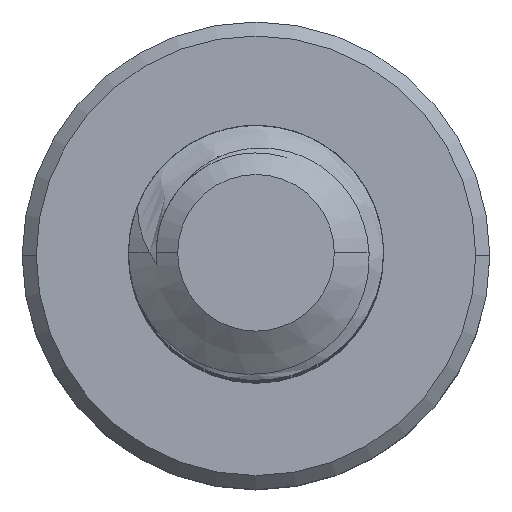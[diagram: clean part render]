
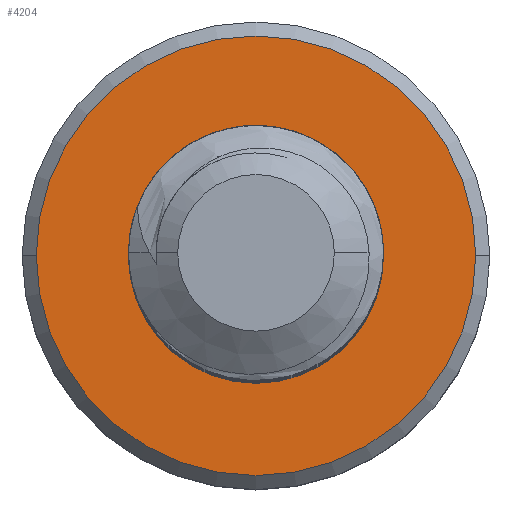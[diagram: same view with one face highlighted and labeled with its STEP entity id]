
A CAD part, top view. The second image highlights one B-rep face of the part: STEP entity #4204.
In plain terms, the highlighted planar face has unit normal (0, 0, 1).
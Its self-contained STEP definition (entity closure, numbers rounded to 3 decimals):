
#106 = ORIENTED_EDGE ( 'NONE', *, *, #9242, .T. ) ;
#202 = EDGE_CURVE ( 'NONE', #8108, #2157, #3720, .T. ) ;
#416 = AXIS2_PLACEMENT_3D ( 'NONE', #8285, #8782, #3671 ) ;
#576 = EDGE_CURVE ( 'NONE', #2955, #6816, #1740, .T. ) ;
#1114 = EDGE_LOOP ( 'NONE', ( #106, #8951 ) ) ;
#1386 = CARTESIAN_POINT ( 'NONE',  ( 0., 0., -20. ) ) ;
#1740 = CIRCLE ( 'NONE', #7598, 1.5 ) ;
#1975 = CARTESIAN_POINT ( 'NONE',  ( 0., 0., -20. ) ) ;
#2076 = DIRECTION ( 'NONE',  ( -1., 0., 0. ) ) ;
#2084 = CARTESIAN_POINT ( 'NONE',  ( -2.585, 0., -20. ) ) ;
#2131 = CARTESIAN_POINT ( 'NONE',  ( 0., 0., -20. ) ) ;
#2157 = VERTEX_POINT ( 'NONE', #2084 ) ;
#2203 = AXIS2_PLACEMENT_3D ( 'NONE', #6504, #5902, #4142 ) ;
#2486 = AXIS2_PLACEMENT_3D ( 'NONE', #1386, #2882, #8647 ) ;
#2686 = DIRECTION ( 'NONE',  ( -1., 0., 0. ) ) ;
#2882 = DIRECTION ( 'NONE',  ( 0., 0., 1. ) ) ;
#2955 = VERTEX_POINT ( 'NONE', #7737 ) ;
#3146 = PLANE ( 'NONE',  #416 ) ;
#3412 = EDGE_LOOP ( 'NONE', ( #8791, #4105 ) ) ;
#3508 = CARTESIAN_POINT ( 'NONE',  ( -1.5, 0., -20. ) ) ;
#3671 = DIRECTION ( 'NONE',  ( -1., 0., 0. ) ) ;
#3720 = CIRCLE ( 'NONE', #2486, 2.585 ) ;
#4096 = AXIS2_PLACEMENT_3D ( 'NONE', #1975, #7830, #2686 ) ;
#4105 = ORIENTED_EDGE ( 'NONE', *, *, #8483, .F. ) ;
#4142 = DIRECTION ( 'NONE',  ( -1., 0., 0. ) ) ;
#4204 = ADVANCED_FACE ( 'NONE', ( #5482, #9502 ), #3146, .F. ) ;
#5482 = FACE_OUTER_BOUND ( 'NONE', #1114, .T. ) ;
#5902 = DIRECTION ( 'NONE',  ( 0., 0., 1. ) ) ;
#6504 = CARTESIAN_POINT ( 'NONE',  ( 0., 0., -20. ) ) ;
#6568 = CIRCLE ( 'NONE', #2203, 1.5 ) ;
#6816 = VERTEX_POINT ( 'NONE', #3508 ) ;
#6904 = CIRCLE ( 'NONE', #4096, 2.585 ) ;
#7598 = AXIS2_PLACEMENT_3D ( 'NONE', #2131, #9394, #2076 ) ;
#7729 = CARTESIAN_POINT ( 'NONE',  ( 2.585, 0., -20. ) ) ;
#7737 = CARTESIAN_POINT ( 'NONE',  ( 1.5, 0., -20. ) ) ;
#7830 = DIRECTION ( 'NONE',  ( 0., 0., 1. ) ) ;
#8108 = VERTEX_POINT ( 'NONE', #7729 ) ;
#8285 = CARTESIAN_POINT ( 'NONE',  ( 0., 0., -20. ) ) ;
#8483 = EDGE_CURVE ( 'NONE', #6816, #2955, #6568, .T. ) ;
#8647 = DIRECTION ( 'NONE',  ( -1., 0., 0. ) ) ;
#8782 = DIRECTION ( 'NONE',  ( 0., 0., -1. ) ) ;
#8791 = ORIENTED_EDGE ( 'NONE', *, *, #576, .F. ) ;
#8951 = ORIENTED_EDGE ( 'NONE', *, *, #202, .T. ) ;
#9242 = EDGE_CURVE ( 'NONE', #2157, #8108, #6904, .T. ) ;
#9394 = DIRECTION ( 'NONE',  ( 0., 0., 1. ) ) ;
#9502 = FACE_BOUND ( 'NONE', #3412, .T. ) ;
